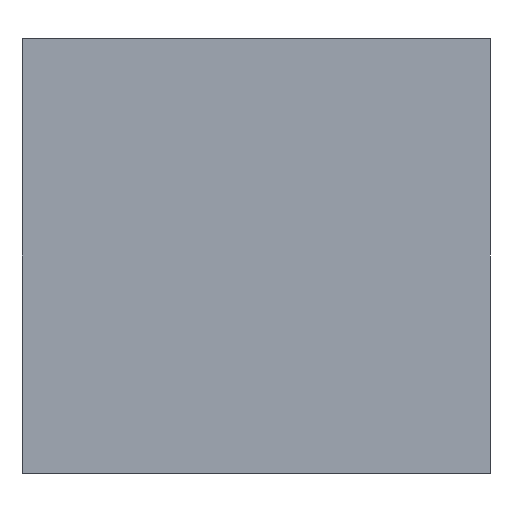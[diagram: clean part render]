
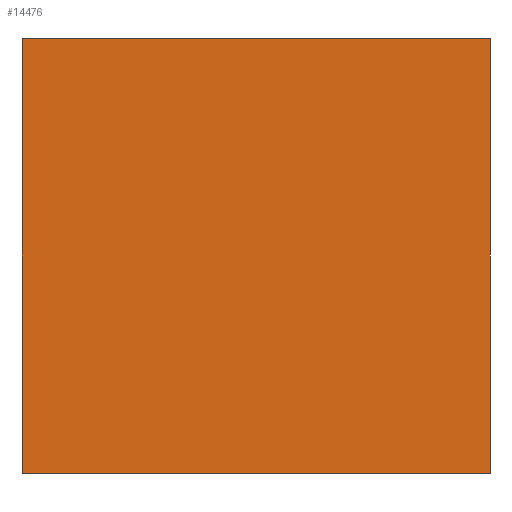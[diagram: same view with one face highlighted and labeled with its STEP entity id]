
A CAD part, left-side view. The second image highlights one B-rep face of the part: STEP entity #14476.
In plain terms, the highlighted planar face has unit normal (-1, 0, 0).
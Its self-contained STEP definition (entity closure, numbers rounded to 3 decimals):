
#873 = LINE ( 'NONE', #11543, #2310 ) ;
#1549 = VECTOR ( 'NONE', #14834, 1000. ) ;
#1952 = LINE ( 'NONE', #9781, #1549 ) ;
#1955 = CARTESIAN_POINT ( 'NONE',  ( -895., -245., 455. ) ) ;
#2111 = CARTESIAN_POINT ( 'NONE',  ( -895., -245., 455. ) ) ;
#2310 = VECTOR ( 'NONE', #15287, 1000. ) ;
#2964 = LINE ( 'NONE', #15976, #7211 ) ;
#3351 = VERTEX_POINT ( 'NONE', #1955 ) ;
#3523 = DIRECTION ( 'NONE',  ( 1., 0., 0. ) ) ;
#4415 = ORIENTED_EDGE ( 'NONE', *, *, #8034, .F. ) ;
#4875 = DIRECTION ( 'NONE',  ( 0., 1., 0. ) ) ;
#6306 = CARTESIAN_POINT ( 'NONE',  ( -895., 245., 0. ) ) ;
#6850 = EDGE_CURVE ( 'NONE', #9444, #8182, #1952, .T. ) ;
#7211 = VECTOR ( 'NONE', #8225, 1000. ) ;
#7918 = AXIS2_PLACEMENT_3D ( 'NONE', #11338, #3523, #4875 ) ;
#8034 = EDGE_CURVE ( 'NONE', #9444, #3351, #2964, .T. ) ;
#8182 = VERTEX_POINT ( 'NONE', #6306 ) ;
#8225 = DIRECTION ( 'NONE',  ( 0., -1., 0. ) ) ;
#8375 = LINE ( 'NONE', #2111, #8566 ) ;
#8566 = VECTOR ( 'NONE', #14984, 1000. ) ;
#8573 = CARTESIAN_POINT ( 'NONE',  ( -895., 245., 455. ) ) ;
#8834 = EDGE_CURVE ( 'NONE', #3351, #13408, #8375, .T. ) ;
#9108 = FACE_OUTER_BOUND ( 'NONE', #13880, .T. ) ;
#9444 = VERTEX_POINT ( 'NONE', #8573 ) ;
#9781 = CARTESIAN_POINT ( 'NONE',  ( -895., 245., 455. ) ) ;
#10323 = ORIENTED_EDGE ( 'NONE', *, *, #8834, .F. ) ;
#11031 = EDGE_CURVE ( 'NONE', #8182, #13408, #873, .T. ) ;
#11338 = CARTESIAN_POINT ( 'NONE',  ( -895., -245., 455. ) ) ;
#11543 = CARTESIAN_POINT ( 'NONE',  ( -895., -245., 0. ) ) ;
#13408 = VERTEX_POINT ( 'NONE', #14481 ) ;
#13880 = EDGE_LOOP ( 'NONE', ( #15508, #10323, #4415, #16772 ) ) ;
#14476 = ADVANCED_FACE ( 'NONE', ( #9108 ), #16362, .F. ) ;
#14481 = CARTESIAN_POINT ( 'NONE',  ( -895., -245., 0. ) ) ;
#14834 = DIRECTION ( 'NONE',  ( 0., 0., -1. ) ) ;
#14984 = DIRECTION ( 'NONE',  ( 0., 0., -1. ) ) ;
#15287 = DIRECTION ( 'NONE',  ( 0., -1., 0. ) ) ;
#15508 = ORIENTED_EDGE ( 'NONE', *, *, #11031, .T. ) ;
#15976 = CARTESIAN_POINT ( 'NONE',  ( -895., -245., 455. ) ) ;
#16362 = PLANE ( 'NONE',  #7918 ) ;
#16772 = ORIENTED_EDGE ( 'NONE', *, *, #6850, .T. ) ;
